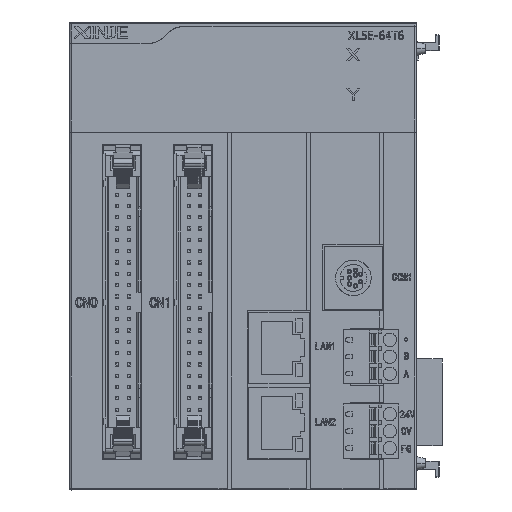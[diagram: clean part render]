
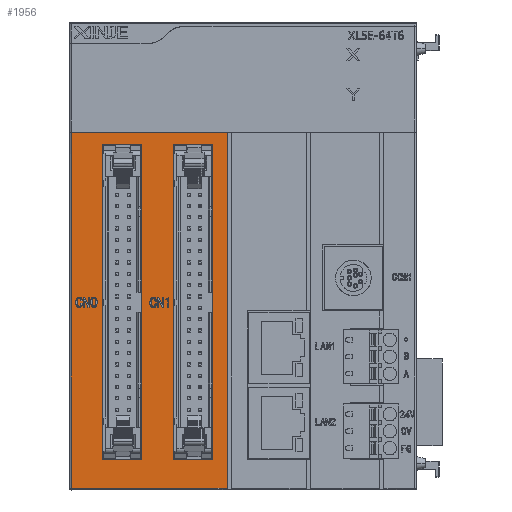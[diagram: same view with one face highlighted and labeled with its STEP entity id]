
A CAD part, front view. The second image highlights one B-rep face of the part: STEP entity #1956.
In plain terms, the highlighted planar face has unit normal (0, -1, 0).
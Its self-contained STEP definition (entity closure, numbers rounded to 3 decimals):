
#1430=FACE_BOUND('',#13477,.T.);
#1431=FACE_BOUND('',#13478,.T.);
#1956=ADVANCED_FACE('',(#7658,#1430,#1431),#89797,.T.);
#7658=FACE_OUTER_BOUND('',#13476,.T.);
#13476=EDGE_LOOP('',(#20937,#20938,#20939,#20940));
#13477=EDGE_LOOP('',(#20941,#20942,#20943,#20944));
#13478=EDGE_LOOP('',(#20945,#20946,#20947,#20948));
#20937=ORIENTED_EDGE('',*,*,#51030,.T.);
#20938=ORIENTED_EDGE('',*,*,#51024,.F.);
#20939=ORIENTED_EDGE('',*,*,#51031,.T.);
#20940=ORIENTED_EDGE('',*,*,#51032,.T.);
#20941=ORIENTED_EDGE('',*,*,#51036,.T.);
#20942=ORIENTED_EDGE('',*,*,#51033,.T.);
#20943=ORIENTED_EDGE('',*,*,#51034,.T.);
#20944=ORIENTED_EDGE('',*,*,#51035,.T.);
#20945=ORIENTED_EDGE('',*,*,#51040,.T.);
#20946=ORIENTED_EDGE('',*,*,#51037,.T.);
#20947=ORIENTED_EDGE('',*,*,#51038,.T.);
#20948=ORIENTED_EDGE('',*,*,#51039,.T.);
#51024=EDGE_CURVE('',#80665,#80666,#66246,.T.);
#51030=EDGE_CURVE('',#80671,#80666,#66250,.T.);
#51031=EDGE_CURVE('',#80665,#80672,#66251,.T.);
#51032=EDGE_CURVE('',#80672,#80671,#66252,.T.);
#51033=EDGE_CURVE('',#80673,#80674,#66253,.T.);
#51034=EDGE_CURVE('',#80674,#80675,#66254,.T.);
#51035=EDGE_CURVE('',#80675,#80676,#66255,.T.);
#51036=EDGE_CURVE('',#80676,#80673,#66256,.T.);
#51037=EDGE_CURVE('',#80677,#80678,#66257,.T.);
#51038=EDGE_CURVE('',#80678,#80679,#66258,.T.);
#51039=EDGE_CURVE('',#80679,#80680,#66259,.T.);
#51040=EDGE_CURVE('',#80680,#80677,#66260,.T.);
#66246=B_SPLINE_CURVE_WITH_KNOTS('',1,(#118387,#118388),.UNSPECIFIED.,.F.,
 .F.,(2,2),(0.,34.9),.UNSPECIFIED.);
#66250=B_SPLINE_CURVE_WITH_KNOTS('',1,(#118403,#118404),.UNSPECIFIED.,.F.,
 .F.,(2,2),(0.,79.803),.UNSPECIFIED.);
#66251=B_SPLINE_CURVE_WITH_KNOTS('',1,(#118405,#118406),.UNSPECIFIED.,.F.,
 .F.,(2,2),(0.,79.803),.UNSPECIFIED.);
#66252=B_SPLINE_CURVE_WITH_KNOTS('',3,(#118407,#118408,#118409,#118410),
 .UNSPECIFIED.,.F.,.F.,(4,4),(0.,34.9),.UNSPECIFIED.);
#66253=B_SPLINE_CURVE_WITH_KNOTS('',1,(#118411,#118412),.UNSPECIFIED.,.F.,
 .F.,(2,2),(0.,8.8),.UNSPECIFIED.);
#66254=B_SPLINE_CURVE_WITH_KNOTS('',1,(#118413,#118414),.UNSPECIFIED.,.F.,
 .F.,(2,2),(0.,70.72),.UNSPECIFIED.);
#66255=B_SPLINE_CURVE_WITH_KNOTS('',1,(#118415,#118416),.UNSPECIFIED.,.F.,
 .F.,(2,2),(0.,8.8),.UNSPECIFIED.);
#66256=B_SPLINE_CURVE_WITH_KNOTS('',1,(#118417,#118418),.UNSPECIFIED.,.F.,
 .F.,(2,2),(0.,70.72),.UNSPECIFIED.);
#66257=B_SPLINE_CURVE_WITH_KNOTS('',1,(#118419,#118420),.UNSPECIFIED.,.F.,
 .F.,(2,2),(0.,8.8),.UNSPECIFIED.);
#66258=B_SPLINE_CURVE_WITH_KNOTS('',1,(#118421,#118422),.UNSPECIFIED.,.F.,
 .F.,(2,2),(0.,70.72),.UNSPECIFIED.);
#66259=B_SPLINE_CURVE_WITH_KNOTS('',1,(#118423,#118424),.UNSPECIFIED.,.F.,
 .F.,(2,2),(0.,8.8),.UNSPECIFIED.);
#66260=B_SPLINE_CURVE_WITH_KNOTS('',1,(#118425,#118426),.UNSPECIFIED.,.F.,
 .F.,(2,2),(0.,70.72),.UNSPECIFIED.);
#80665=VERTEX_POINT('',#111404);
#80666=VERTEX_POINT('',#111405);
#80671=VERTEX_POINT('',#111410);
#80672=VERTEX_POINT('',#111411);
#80673=VERTEX_POINT('',#111412);
#80674=VERTEX_POINT('',#111413);
#80675=VERTEX_POINT('',#111414);
#80676=VERTEX_POINT('',#111415);
#80677=VERTEX_POINT('',#111416);
#80678=VERTEX_POINT('',#111417);
#80679=VERTEX_POINT('',#111418);
#80680=VERTEX_POINT('',#111419);
#89797=PLANE('',#95205);
#95205=AXIS2_PLACEMENT_3D('',#105254,#100036,$);
#100036=DIRECTION('',(0.,-1.,0.));
#105254=CARTESIAN_POINT('',(-13.157,-126.086,24.985));
#111404=CARTESIAN_POINT('',(-17.847,-126.086,-63.999));
#111405=CARTESIAN_POINT('',(-52.747,-126.086,-63.999));
#111410=CARTESIAN_POINT('',(-52.747,-126.086,15.805));
#111411=CARTESIAN_POINT('',(-17.847,-126.086,15.804));
#111412=CARTESIAN_POINT('',(-37.047,-126.086,-57.616));
#111413=CARTESIAN_POINT('',(-45.847,-126.086,-57.616));
#111414=CARTESIAN_POINT('',(-45.847,-126.086,13.104));
#111415=CARTESIAN_POINT('',(-37.047,-126.086,13.104));
#111416=CARTESIAN_POINT('',(-29.847,-126.086,13.104));
#111417=CARTESIAN_POINT('',(-21.047,-126.086,13.104));
#111418=CARTESIAN_POINT('',(-21.047,-126.086,-57.616));
#111419=CARTESIAN_POINT('',(-29.847,-126.086,-57.616));
#118387=CARTESIAN_POINT('',(-17.847,-126.086,-63.999));
#118388=CARTESIAN_POINT('',(-52.747,-126.086,-63.999));
#118403=CARTESIAN_POINT('',(-52.747,-126.086,15.805));
#118404=CARTESIAN_POINT('',(-52.747,-126.086,-63.999));
#118405=CARTESIAN_POINT('',(-17.847,-126.086,-63.999));
#118406=CARTESIAN_POINT('',(-17.847,-126.086,15.804));
#118407=CARTESIAN_POINT('',(-17.847,-126.086,15.804));
#118408=CARTESIAN_POINT('',(-29.48,-126.086,15.804));
#118409=CARTESIAN_POINT('',(-41.114,-126.086,15.805));
#118410=CARTESIAN_POINT('',(-52.747,-126.086,15.805));
#118411=CARTESIAN_POINT('',(-37.047,-126.086,-57.616));
#118412=CARTESIAN_POINT('',(-45.847,-126.086,-57.616));
#118413=CARTESIAN_POINT('',(-45.847,-126.086,-57.616));
#118414=CARTESIAN_POINT('',(-45.847,-126.086,13.104));
#118415=CARTESIAN_POINT('',(-45.847,-126.086,13.104));
#118416=CARTESIAN_POINT('',(-37.047,-126.086,13.104));
#118417=CARTESIAN_POINT('',(-37.047,-126.086,13.104));
#118418=CARTESIAN_POINT('',(-37.047,-126.086,-57.616));
#118419=CARTESIAN_POINT('',(-29.847,-126.086,13.104));
#118420=CARTESIAN_POINT('',(-21.047,-126.086,13.104));
#118421=CARTESIAN_POINT('',(-21.047,-126.086,13.104));
#118422=CARTESIAN_POINT('',(-21.047,-126.086,-57.616));
#118423=CARTESIAN_POINT('',(-21.047,-126.086,-57.616));
#118424=CARTESIAN_POINT('',(-29.847,-126.086,-57.616));
#118425=CARTESIAN_POINT('',(-29.847,-126.086,-57.616));
#118426=CARTESIAN_POINT('',(-29.847,-126.086,13.104));
